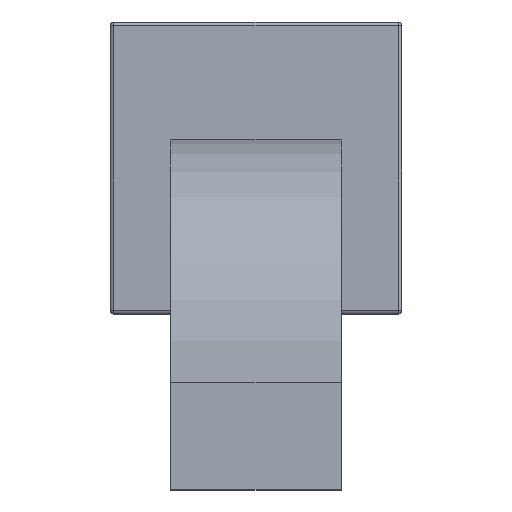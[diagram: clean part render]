
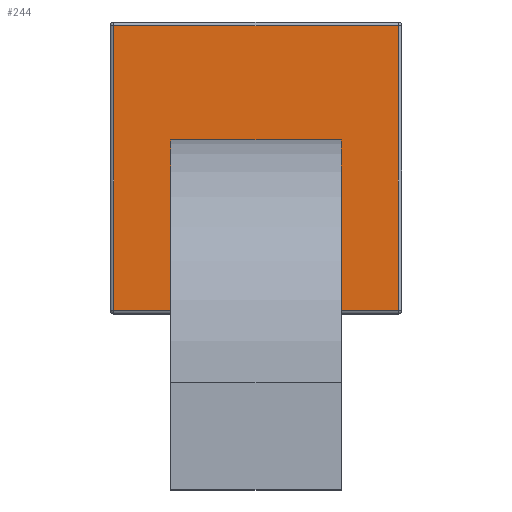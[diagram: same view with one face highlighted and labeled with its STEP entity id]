
A CAD part, top view. The second image highlights one B-rep face of the part: STEP entity #244.
In plain terms, the highlighted face is planar.
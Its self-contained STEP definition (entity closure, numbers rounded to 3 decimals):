
#7 = AXIS2_PLACEMENT_3D ( 'NONE', #427, #157, #17 ) ;
#17 = DIRECTION ( 'NONE',  ( 0., 0., 1. ) ) ;
#27 = CARTESIAN_POINT ( 'NONE',  ( 29.2, 9., 29.2 ) ) ;
#35 = VERTEX_POINT ( 'NONE', #457 ) ;
#81 = DIRECTION ( 'NONE',  ( -1., 0., 0. ) ) ;
#100 = FACE_OUTER_BOUND ( 'NONE', #699, .T. ) ;
#109 = VECTOR ( 'NONE', #583, 1000. ) ;
#121 = LINE ( 'NONE', #172, #233 ) ;
#157 = DIRECTION ( 'NONE',  ( 0., 1., 0. ) ) ;
#162 = ORIENTED_EDGE ( 'NONE', *, *, #914, .T. ) ;
#169 = CARTESIAN_POINT ( 'NONE',  ( 29.2, 9., -29.2 ) ) ;
#172 = CARTESIAN_POINT ( 'NONE',  ( -29.2, 9., -29.2 ) ) ;
#200 = VERTEX_POINT ( 'NONE', #169 ) ;
#217 = CARTESIAN_POINT ( 'NONE',  ( -29.2, 9., 29.2 ) ) ;
#233 = VECTOR ( 'NONE', #81, 1000. ) ;
#244 = ADVANCED_FACE ( 'NONE', ( #100 ), #482, .T. ) ;
#250 = LINE ( 'NONE', #681, #109 ) ;
#276 = VECTOR ( 'NONE', #730, 1000. ) ;
#375 = LINE ( 'NONE', #217, #1050 ) ;
#427 = CARTESIAN_POINT ( 'NONE',  ( -30., 9., 30. ) ) ;
#449 = DIRECTION ( 'NONE',  ( 0., 0., 1. ) ) ;
#457 = CARTESIAN_POINT ( 'NONE',  ( -29.2, 9., 29.2 ) ) ;
#482 = PLANE ( 'NONE',  #7 ) ;
#484 = EDGE_CURVE ( 'NONE', #636, #35, #375, .T. ) ;
#520 = LINE ( 'NONE', #743, #276 ) ;
#537 = VERTEX_POINT ( 'NONE', #27 ) ;
#554 = ORIENTED_EDGE ( 'NONE', *, *, #608, .T. ) ;
#583 = DIRECTION ( 'NONE',  ( 1., 0., 0. ) ) ;
#608 = EDGE_CURVE ( 'NONE', #537, #200, #520, .T. ) ;
#611 = ORIENTED_EDGE ( 'NONE', *, *, #646, .T. ) ;
#636 = VERTEX_POINT ( 'NONE', #824 ) ;
#646 = EDGE_CURVE ( 'NONE', #35, #537, #250, .T. ) ;
#681 = CARTESIAN_POINT ( 'NONE',  ( 29.2, 9., 29.2 ) ) ;
#699 = EDGE_LOOP ( 'NONE', ( #554, #162, #1047, #611 ) ) ;
#730 = DIRECTION ( 'NONE',  ( 0., 0., -1. ) ) ;
#743 = CARTESIAN_POINT ( 'NONE',  ( 29.2, 9., -29.2 ) ) ;
#824 = CARTESIAN_POINT ( 'NONE',  ( -29.2, 9., -29.2 ) ) ;
#914 = EDGE_CURVE ( 'NONE', #200, #636, #121, .T. ) ;
#1047 = ORIENTED_EDGE ( 'NONE', *, *, #484, .T. ) ;
#1050 = VECTOR ( 'NONE', #449, 1000. ) ;
